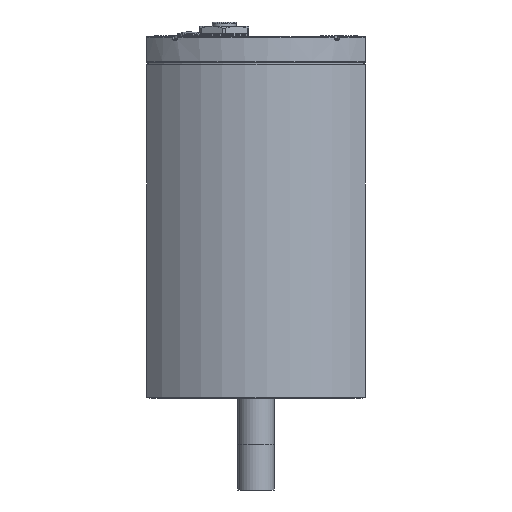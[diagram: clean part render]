
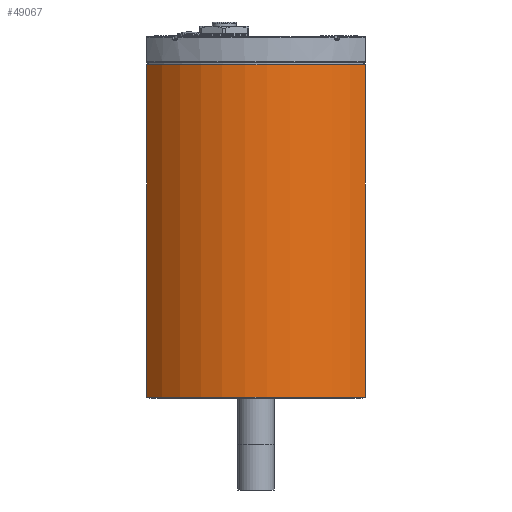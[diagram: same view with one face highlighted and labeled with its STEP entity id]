
A CAD part, left-side view. The second image highlights one B-rep face of the part: STEP entity #49067.
In plain terms, the highlighted cylindrical face has radius 48.5 mm (diameter 97 mm), a partial arc.
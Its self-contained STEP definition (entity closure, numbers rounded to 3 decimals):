
#3092=CIRCLE('',#52647,48.5);
#3103=CIRCLE('',#52666,48.5);
#5950=CYLINDRICAL_SURFACE('',#52665,48.5);
#7372=FACE_OUTER_BOUND('',#10226,.T.);
#10226=EDGE_LOOP('',(#33857,#33858,#33859,#33860));
#13408=LINE('',#79072,#16453);
#13409=LINE('',#79076,#16454);
#16453=VECTOR('',#60411,10.);
#16454=VECTOR('',#60416,10.);
#20489=VERTEX_POINT('',#79026);
#20490=VERTEX_POINT('',#79028);
#20504=VERTEX_POINT('',#79070);
#20505=VERTEX_POINT('',#79074);
#25453=EDGE_CURVE('',#20489,#20490,#3092,.T.);
#25475=EDGE_CURVE('',#20504,#20490,#13408,.T.);
#25476=EDGE_CURVE('',#20504,#20505,#3103,.T.);
#25477=EDGE_CURVE('',#20505,#20489,#13409,.T.);
#33857=ORIENTED_EDGE('',*,*,#25476,.F.);
#33858=ORIENTED_EDGE('',*,*,#25475,.T.);
#33859=ORIENTED_EDGE('',*,*,#25453,.F.);
#33860=ORIENTED_EDGE('',*,*,#25477,.F.);
#49067=ADVANCED_FACE('',(#7372),#5950,.T.);
#52647=AXIS2_PLACEMENT_3D('',#79029,#60364,#60365);
#52665=AXIS2_PLACEMENT_3D('',#79073,#60412,#60413);
#52666=AXIS2_PLACEMENT_3D('',#79075,#60414,#60415);
#60364=DIRECTION('center_axis',(0.,0.,
1.));
#60365=DIRECTION('ref_axis',(-0.626,-0.78,0.));
#60411=DIRECTION('',(0.,0.,1.));
#60412=DIRECTION('center_axis',(0.,0.,
1.));
#60413=DIRECTION('ref_axis',(-0.626,-0.78,0.));
#60414=DIRECTION('center_axis',(0.,0.,
-1.));
#60415=DIRECTION('ref_axis',(-0.626,-0.78,0.));
#60416=DIRECTION('',(0.,0.,1.));
#79026=CARTESIAN_POINT('',(-19.849,37.831,124.6));
#79028=CARTESIAN_POINT('',(-19.849,-37.831,124.6));
#79029=CARTESIAN_POINT('Origin',(10.5,0.,
124.6));
#79070=CARTESIAN_POINT('',(-19.849,-37.831,9.6));
#79072=CARTESIAN_POINT('',(-19.849,-37.831,9.6));
#79073=CARTESIAN_POINT('Origin',(10.5,0.,9.6));
#79074=CARTESIAN_POINT('',(-19.849,37.831,9.6));
#79075=CARTESIAN_POINT('Origin',(10.5,0.,9.6));
#79076=CARTESIAN_POINT('',(-19.849,37.831,9.6));
